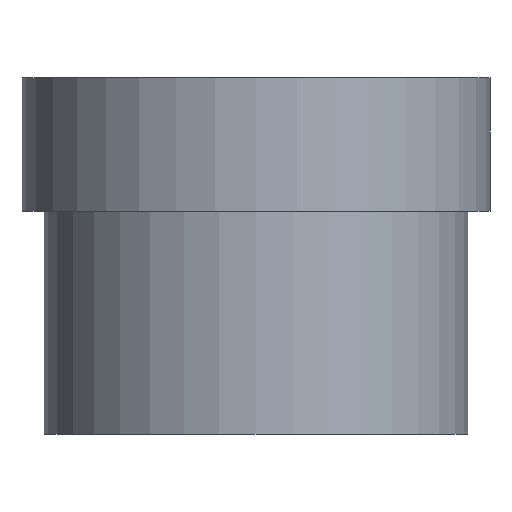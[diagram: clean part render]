
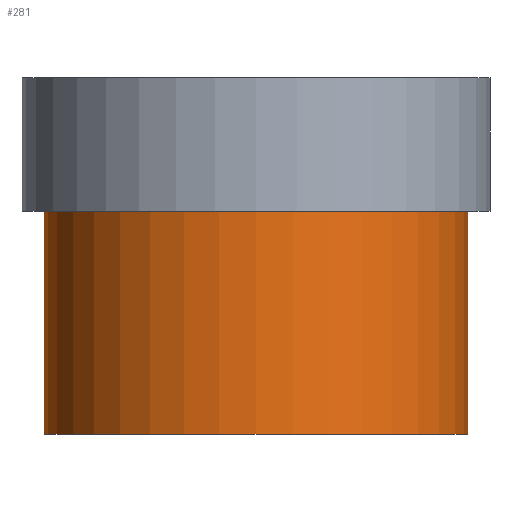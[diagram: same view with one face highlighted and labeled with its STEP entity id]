
A CAD part, front view. The second image highlights one B-rep face of the part: STEP entity #281.
In plain terms, the highlighted cylindrical face has radius 47.5 mm (diameter 95 mm), a partial arc.
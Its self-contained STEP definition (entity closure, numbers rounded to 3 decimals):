
#4 = CYLINDRICAL_SURFACE ( 'NONE', #149, 47.5 ) ;
#6 = AXIS2_PLACEMENT_3D ( 'NONE', #98, #40, #227 ) ;
#11 = EDGE_CURVE ( 'NONE', #248, #117, #110, .T. ) ;
#33 = DIRECTION ( 'NONE',  ( 0., 0., 1. ) ) ;
#40 = DIRECTION ( 'NONE',  ( 0., 0., -1. ) ) ;
#42 = VECTOR ( 'NONE', #144, 1000. ) ;
#53 = CARTESIAN_POINT ( 'NONE',  ( 47.5, 0., -50. ) ) ;
#64 = EDGE_LOOP ( 'NONE', ( #157, #65, #217, #193 ) ) ;
#65 = ORIENTED_EDGE ( 'NONE', *, *, #205, .F. ) ;
#69 = EDGE_CURVE ( 'NONE', #196, #113, #324, .T. ) ;
#75 = DIRECTION ( 'NONE',  ( -1., 0., 0. ) ) ;
#79 = EDGE_CURVE ( 'NONE', #117, #113, #111, .T. ) ;
#90 = CARTESIAN_POINT ( 'NONE',  ( 47.5, 0., -50. ) ) ;
#98 = CARTESIAN_POINT ( 'NONE',  ( 0., 0., 0. ) ) ;
#100 = CARTESIAN_POINT ( 'NONE',  ( 47.5, 0., 0. ) ) ;
#106 = FACE_OUTER_BOUND ( 'NONE', #64, .T. ) ;
#110 = LINE ( 'NONE', #90, #189 ) ;
#111 = CIRCLE ( 'NONE', #6, 47.5 ) ;
#113 = VERTEX_POINT ( 'NONE', #298 ) ;
#117 = VERTEX_POINT ( 'NONE', #100 ) ;
#120 = CARTESIAN_POINT ( 'NONE',  ( 0., 0., -50. ) ) ;
#121 = CIRCLE ( 'NONE', #307, 47.5 ) ;
#128 = DIRECTION ( 'NONE',  ( 1., 0., 0. ) ) ;
#144 = DIRECTION ( 'NONE',  ( 0., 0., 1. ) ) ;
#149 = AXIS2_PLACEMENT_3D ( 'NONE', #286, #155, #128 ) ;
#155 = DIRECTION ( 'NONE',  ( 0., 0., 1. ) ) ;
#157 = ORIENTED_EDGE ( 'NONE', *, *, #69, .F. ) ;
#171 = CARTESIAN_POINT ( 'NONE',  ( -47.5, 0., -50. ) ) ;
#189 = VECTOR ( 'NONE', #33, 1000. ) ;
#193 = ORIENTED_EDGE ( 'NONE', *, *, #79, .T. ) ;
#196 = VERTEX_POINT ( 'NONE', #171 ) ;
#205 = EDGE_CURVE ( 'NONE', #248, #196, #121, .T. ) ;
#217 = ORIENTED_EDGE ( 'NONE', *, *, #11, .T. ) ;
#224 = DIRECTION ( 'NONE',  ( 0., 0., -1. ) ) ;
#227 = DIRECTION ( 'NONE',  ( 1., 0., 0. ) ) ;
#248 = VERTEX_POINT ( 'NONE', #53 ) ;
#273 = CARTESIAN_POINT ( 'NONE',  ( -47.5, 0., -50. ) ) ;
#281 = ADVANCED_FACE ( 'NONE', ( #106 ), #4, .T. ) ;
#286 = CARTESIAN_POINT ( 'NONE',  ( 0., 0., -50. ) ) ;
#298 = CARTESIAN_POINT ( 'NONE',  ( -47.5, 0., 0. ) ) ;
#307 = AXIS2_PLACEMENT_3D ( 'NONE', #120, #224, #75 ) ;
#324 = LINE ( 'NONE', #273, #42 ) ;
